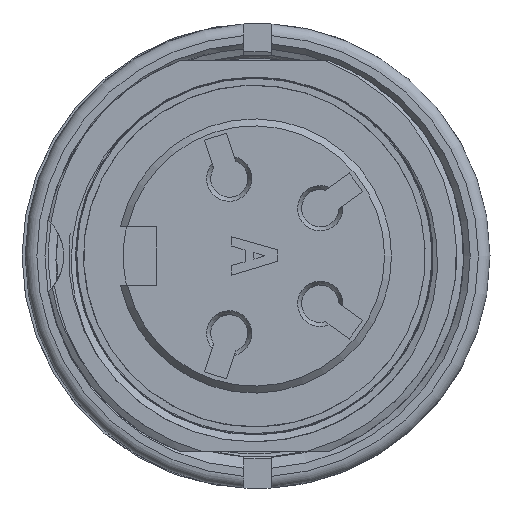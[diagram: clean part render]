
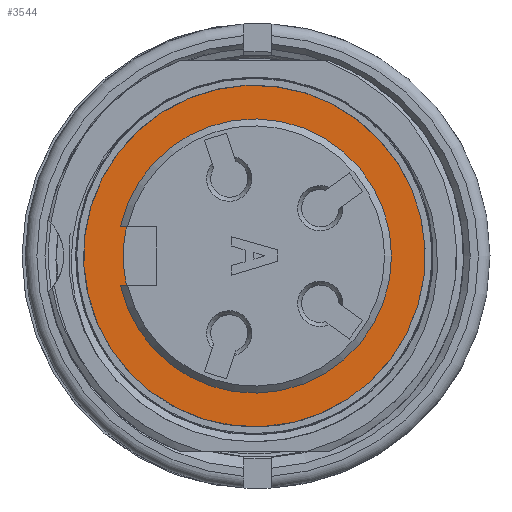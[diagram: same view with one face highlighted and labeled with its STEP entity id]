
A CAD part, front view. The second image highlights one B-rep face of the part: STEP entity #3544.
In plain terms, the highlighted planar face has unit normal (0, -1, 0).
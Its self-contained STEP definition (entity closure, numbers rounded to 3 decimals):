
#2360=LINE('',#13727,#3009);
#2362=LINE('',#13733,#3011);
#3009=VECTOR('',#10429,1.);
#3011=VECTOR('',#10437,1.);
#3544=ADVANCED_FACE('',(#3926,#3927),#3833,.T.);
#3833=PLANE('',#9166);
#3926=FACE_BOUND('',#4296,.T.);
#3927=FACE_BOUND('',#4297,.T.);
#4296=EDGE_LOOP('',(#6022,#6023,#6024,#6025));
#4297=EDGE_LOOP('',(#6026));
#6022=ORIENTED_EDGE('',*,*,#8345,.F.);
#6023=ORIENTED_EDGE('',*,*,#8344,.T.);
#6024=ORIENTED_EDGE('',*,*,#8342,.F.);
#6025=ORIENTED_EDGE('',*,*,#8338,.T.);
#6026=ORIENTED_EDGE('',*,*,#8346,.T.);
#7293=VERTEX_POINT('',#13720);
#7294=VERTEX_POINT('',#13721);
#7295=VERTEX_POINT('',#13726);
#7296=VERTEX_POINT('',#13730);
#7297=VERTEX_POINT('',#13736);
#8338=EDGE_CURVE('',#7293,#7294,#8820,.T.);
#8342=EDGE_CURVE('',#7293,#7295,#2360,.T.);
#8344=EDGE_CURVE('',#7296,#7295,#8821,.T.);
#8345=EDGE_CURVE('',#7296,#7294,#2362,.T.);
#8346=EDGE_CURVE('',#7297,#7297,#8822,.T.);
#8820=CIRCLE('',#9159,5.9);
#8821=CIRCLE('',#9162,5.65);
#8822=CIRCLE('',#9165,7.35);
#9159=AXIS2_PLACEMENT_3D('',#13719,#10422,#10423);
#9162=AXIS2_PLACEMENT_3D('',#13731,#10433,#10434);
#9165=AXIS2_PLACEMENT_3D('',#13735,#10440,#10441);
#9166=AXIS2_PLACEMENT_3D('',#13737,#10442,#10443);
#10422=DIRECTION('',(0.,1.,0.));
#10423=DIRECTION('',(0.,0.,-1.));
#10429=DIRECTION('',(1.,0.,0.));
#10433=DIRECTION('',(0.,1.,0.));
#10434=DIRECTION('',(0.547,0.,-0.837));
#10437=DIRECTION('',(-1.,0.,0.));
#10440=DIRECTION('',(0.,-1.,0.));
#10441=DIRECTION('',(0.547,0.,-0.837));
#10442=DIRECTION('',(0.,-1.,0.));
#10443=DIRECTION('',(0.837,0.,0.547));
#13719=CARTESIAN_POINT('',(0.458,-17.756,-0.001));
#13720=CARTESIAN_POINT('',(-5.308,-17.756,1.249));
#13721=CARTESIAN_POINT('',(-5.308,-17.756,-1.251));
#13726=CARTESIAN_POINT('',(-5.052,-17.756,1.249));
#13727=CARTESIAN_POINT('',(0.458,-17.756,1.249));
#13730=CARTESIAN_POINT('',(-5.052,-17.756,-1.251));
#13731=CARTESIAN_POINT('',(0.458,-17.756,-0.001));
#13733=CARTESIAN_POINT('',(0.458,-17.756,-1.251));
#13735=CARTESIAN_POINT('',(0.458,-17.756,-0.001));
#13736=CARTESIAN_POINT('',(4.478,-17.756,-6.154));
#13737=CARTESIAN_POINT('',(0.458,-17.756,-0.001));
